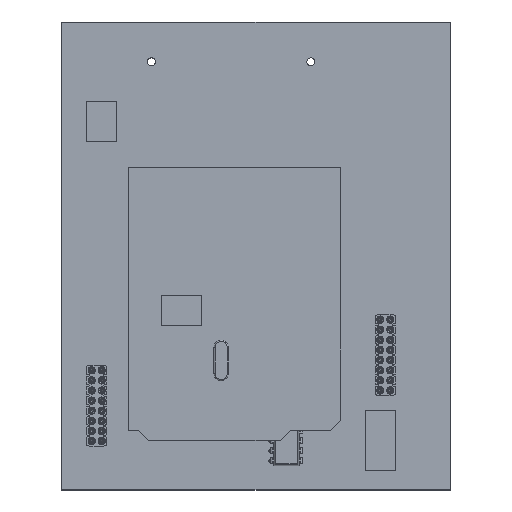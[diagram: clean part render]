
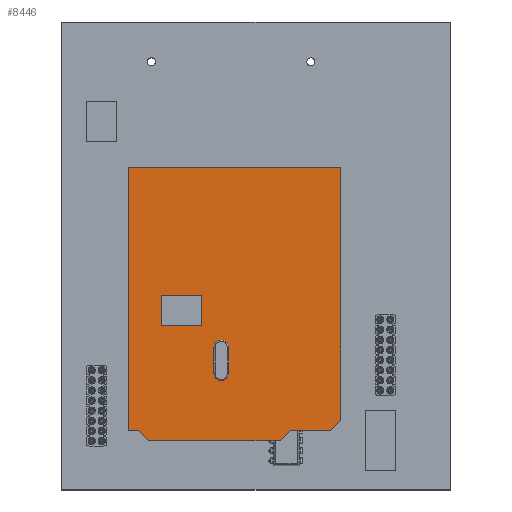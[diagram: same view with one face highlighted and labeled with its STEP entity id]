
A CAD part, top view. The second image highlights one B-rep face of the part: STEP entity #8446.
In plain terms, the highlighted planar face has unit normal (0, 0, 1).
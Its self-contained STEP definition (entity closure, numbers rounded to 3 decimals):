
#8125 = VERTEX_POINT('',#8126);
#8126 = CARTESIAN_POINT('',(-63.5,2.54,5.));
#8141 = VERTEX_POINT('',#8142);
#8142 = CARTESIAN_POINT('',(0.,2.54,5.));
#8148 = EDGE_CURVE('',#8141,#8125,#8149,.T.);
#8149 = LINE('',#8150,#8151);
#8150 = CARTESIAN_POINT('',(0.,2.54,5.));
#8151 = VECTOR('',#8152,1.);
#8152 = DIRECTION('',(-1.,0.,0.));
#8172 = VERTEX_POINT('',#8173);
#8173 = CARTESIAN_POINT('',(1.27,1.27,5.));
#8179 = EDGE_CURVE('',#8172,#8141,#8180,.T.);
#8180 = LINE('',#8181,#8182);
#8181 = CARTESIAN_POINT('',(2.54,0.,5.));
#8182 = VECTOR('',#8183,1.);
#8183 = DIRECTION('',(-0.707,0.707,0.));
#8203 = VERTEX_POINT('',#8204);
#8204 = CARTESIAN_POINT('',(2.54,0.,5.));
#8210 = EDGE_CURVE('',#8203,#8172,#8211,.T.);
#8211 = LINE('',#8212,#8213);
#8212 = CARTESIAN_POINT('',(2.54,0.,5.));
#8213 = VECTOR('',#8214,1.);
#8214 = DIRECTION('',(-0.707,0.707,0.));
#8234 = VERTEX_POINT('',#8235);
#8235 = CARTESIAN_POINT('',(2.54,-10.16,5.));
#8241 = EDGE_CURVE('',#8234,#8203,#8242,.T.);
#8242 = LINE('',#8243,#8244);
#8243 = CARTESIAN_POINT('',(2.54,-10.16,5.));
#8244 = VECTOR('',#8245,1.);
#8245 = DIRECTION('',(0.,1.,0.));
#8265 = VERTEX_POINT('',#8266);
#8266 = CARTESIAN_POINT('',(5.08,-12.7,5.));
#8272 = EDGE_CURVE('',#8265,#8234,#8273,.T.);
#8273 = LINE('',#8274,#8275);
#8274 = CARTESIAN_POINT('',(5.08,-12.7,5.));
#8275 = VECTOR('',#8276,1.);
#8276 = DIRECTION('',(-0.707,0.707,0.));
#8296 = VERTEX_POINT('',#8297);
#8297 = CARTESIAN_POINT('',(5.08,-45.72,5.));
#8303 = EDGE_CURVE('',#8296,#8265,#8304,.T.);
#8304 = LINE('',#8305,#8306);
#8305 = CARTESIAN_POINT('',(5.08,-45.72,5.));
#8306 = VECTOR('',#8307,1.);
#8307 = DIRECTION('',(0.,1.,0.));
#8327 = VERTEX_POINT('',#8328);
#8328 = CARTESIAN_POINT('',(2.54,-48.26,5.));
#8334 = EDGE_CURVE('',#8327,#8296,#8335,.T.);
#8335 = LINE('',#8336,#8337);
#8336 = CARTESIAN_POINT('',(2.54,-48.26,5.));
#8337 = VECTOR('',#8338,1.);
#8338 = DIRECTION('',(0.707,0.707,0.));
#8358 = VERTEX_POINT('',#8359);
#8359 = CARTESIAN_POINT('',(2.54,-50.8,5.));
#8365 = EDGE_CURVE('',#8358,#8327,#8366,.T.);
#8366 = LINE('',#8367,#8368);
#8367 = CARTESIAN_POINT('',(2.54,-50.8,5.));
#8368 = VECTOR('',#8369,1.);
#8369 = DIRECTION('',(0.,1.,0.));
#8389 = VERTEX_POINT('',#8390);
#8390 = CARTESIAN_POINT('',(-63.5,-50.8,5.));
#8396 = EDGE_CURVE('',#8389,#8358,#8397,.T.);
#8397 = LINE('',#8398,#8399);
#8398 = CARTESIAN_POINT('',(-63.5,-50.8,5.));
#8399 = VECTOR('',#8400,1.);
#8400 = DIRECTION('',(1.,0.,0.));
#8418 = EDGE_CURVE('',#8125,#8389,#8419,.T.);
#8419 = LINE('',#8420,#8421);
#8420 = CARTESIAN_POINT('',(-63.5,2.54,5.));
#8421 = VECTOR('',#8422,1.);
#8422 = DIRECTION('',(0.,-1.,0.));
#8446 = ADVANCED_FACE('',(#8447),#8459,.F.);
#8447 = FACE_BOUND('',#8448,.F.);
#8448 = EDGE_LOOP('',(#8449,#8450,#8451,#8452,#8453,#8454,#8455,#8456,
    #8457,#8458));
#8449 = ORIENTED_EDGE('',*,*,#8148,.F.);
#8450 = ORIENTED_EDGE('',*,*,#8179,.F.);
#8451 = ORIENTED_EDGE('',*,*,#8210,.F.);
#8452 = ORIENTED_EDGE('',*,*,#8241,.F.);
#8453 = ORIENTED_EDGE('',*,*,#8272,.F.);
#8454 = ORIENTED_EDGE('',*,*,#8303,.F.);
#8455 = ORIENTED_EDGE('',*,*,#8334,.F.);
#8456 = ORIENTED_EDGE('',*,*,#8365,.F.);
#8457 = ORIENTED_EDGE('',*,*,#8396,.F.);
#8458 = ORIENTED_EDGE('',*,*,#8418,.F.);
#8459 = PLANE('',#8460);
#8460 = AXIS2_PLACEMENT_3D('',#8461,#8462,#8463);
#8461 = CARTESIAN_POINT('',(0.,2.54,5.));
#8462 = DIRECTION('',(0.,0.,-1.));
#8463 = DIRECTION('',(-1.,0.,0.));
